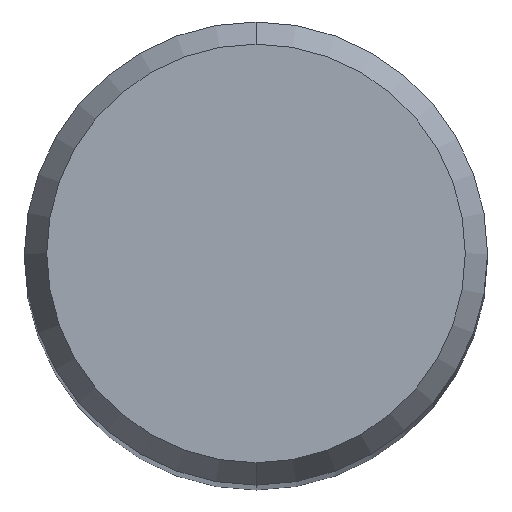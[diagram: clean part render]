
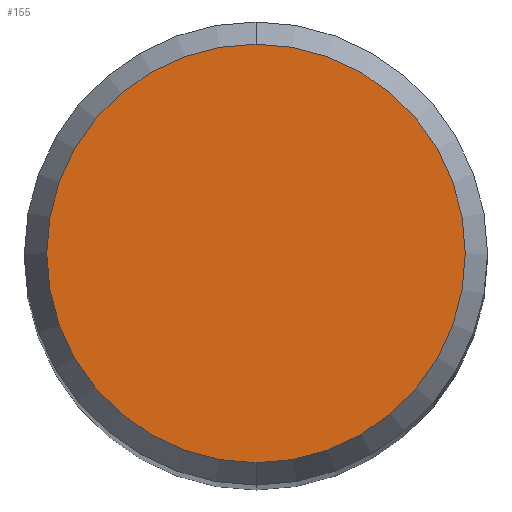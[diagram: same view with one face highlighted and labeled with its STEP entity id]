
A CAD part, top view. The second image highlights one B-rep face of the part: STEP entity #155.
In plain terms, the highlighted planar face has unit normal (0, 0, 1).
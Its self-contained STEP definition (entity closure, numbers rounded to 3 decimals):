
#107=VERTEX_POINT('',#237);
#155=ADVANCED_FACE('',(#290),#291,.T.);
#167=EDGE_CURVE('',#189,#107,#304,.T.);
#177=EDGE_CURVE('',#107,#189,#315,.T.);
#189=VERTEX_POINT('',#329);
#237=CARTESIAN_POINT('',(0.,-2.158,0.01));
#290=FACE_OUTER_BOUND('',#444,.T.);
#291=PLANE('',#445);
#304=CIRCLE('',#461,2.158);
#315=CIRCLE('',#475,2.158);
#329=CARTESIAN_POINT('',(0.0,2.158,0.01));
#444=EDGE_LOOP('',(#596,#597));
#445=AXIS2_PLACEMENT_3D('',#598,#599,#600);
#461=AXIS2_PLACEMENT_3D('',#615,#616,#617);
#475=AXIS2_PLACEMENT_3D('',#627,#628,#629);
#596=ORIENTED_EDGE('',*,*,#167,.F.);
#597=ORIENTED_EDGE('',*,*,#177,.F.);
#598=CARTESIAN_POINT('',(0.0,1.079,0.01));
#599=DIRECTION('',(-0.0,0.0,1.0));
#600=DIRECTION('',(0.0,-1.0,0.0));
#615=CARTESIAN_POINT('',(0.0,0.0,0.01));
#616=DIRECTION('',(0.0,0.0,-1.0));
#617=DIRECTION('',(0.0,1.0,0.0));
#627=CARTESIAN_POINT('',(0.0,0.0,0.01));
#628=DIRECTION('',(0.0,0.0,-1.0));
#629=DIRECTION('',(0.0,1.0,0.0));
